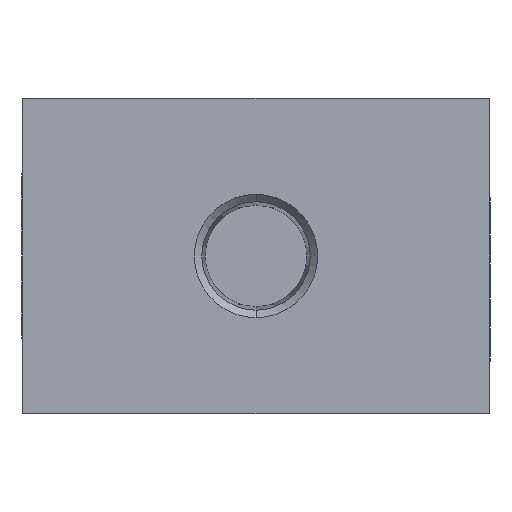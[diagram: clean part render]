
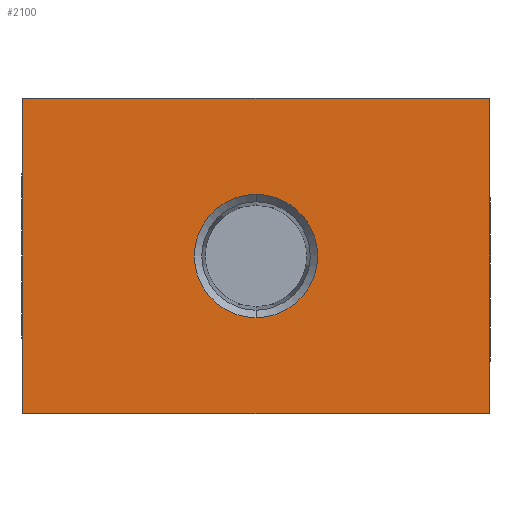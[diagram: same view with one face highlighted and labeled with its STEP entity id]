
A CAD part, front view. The second image highlights one B-rep face of the part: STEP entity #2100.
In plain terms, the highlighted planar face has unit normal (0, -1, 0).
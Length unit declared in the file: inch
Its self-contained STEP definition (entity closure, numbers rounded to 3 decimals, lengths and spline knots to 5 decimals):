
#14 = ORIENTED_EDGE ( 'NONE', *, *, #2443, .F. ) ;
#37 = AXIS2_PLACEMENT_3D ( 'NONE', #1047, #1024, #999 ) ;
#50 = EDGE_CURVE ( 'NONE', #3219, #449, #1725, .T. ) ;
#125 = PLANE ( 'NONE',  #2299 ) ;
#186 = CARTESIAN_POINT ( 'NONE',  ( 0.77559, -0.90551, 0.5315 ) ) ;
#187 = CIRCLE ( 'NONE', #1802, 0.01181 ) ;
#227 = VECTOR ( 'NONE', #1674, 39.37008 ) ;
#232 = VECTOR ( 'NONE', #2459, 39.37008 ) ;
#243 = EDGE_CURVE ( 'NONE', #2249, #263, #1944, .T. ) ;
#263 = VERTEX_POINT ( 'NONE', #2175 ) ;
#418 = VECTOR ( 'NONE', #1526, 39.37008 ) ;
#425 = DIRECTION ( 'NONE',  ( 0., 0., -1. ) ) ;
#438 = DIRECTION ( 'NONE',  ( 0., 1., 0. ) ) ;
#443 = CARTESIAN_POINT ( 'NONE',  ( -0.77559, -0.90551, -0.51969 ) ) ;
#449 = VERTEX_POINT ( 'NONE', #1313 ) ;
#534 = AXIS2_PLACEMENT_3D ( 'NONE', #2298, #2288, #2283 ) ;
#547 = EDGE_LOOP ( 'NONE', ( #14, #2591 ) ) ;
#599 = EDGE_CURVE ( 'NONE', #2843, #3219, #2015, .T. ) ;
#602 = FACE_BOUND ( 'NONE', #547, .T. ) ;
#611 = CIRCLE ( 'NONE', #37, 0.01181 ) ;
#713 = VECTOR ( 'NONE', #2242, 39.37008 ) ;
#740 = VERTEX_POINT ( 'NONE', #2203 ) ;
#904 = ORIENTED_EDGE ( 'NONE', *, *, #2841, .F. ) ;
#943 = LINE ( 'NONE', #2200, #227 ) ;
#946 = LINE ( 'NONE', #2537, #232 ) ;
#953 = AXIS2_PLACEMENT_3D ( 'NONE', #2626, #1077, #2855 ) ;
#997 = EDGE_CURVE ( 'NONE', #2989, #2249, #946, .T. ) ;
#999 = DIRECTION ( 'NONE',  ( 0., 0., -1. ) ) ;
#1024 = DIRECTION ( 'NONE',  ( 0., 1., 0. ) ) ;
#1047 = CARTESIAN_POINT ( 'NONE',  ( 0.77559, -0.90551, -0.51969 ) ) ;
#1077 = DIRECTION ( 'NONE',  ( 0., -1., 0. ) ) ;
#1162 = EDGE_CURVE ( 'NONE', #2583, #2833, #611, .T. ) ;
#1182 = DIRECTION ( 'NONE',  ( 0., 0., 1. ) ) ;
#1208 = EDGE_LOOP ( 'NONE', ( #2795, #904, #1482, #1638, #3151, #2956, #1946, #2887 ) ) ;
#1313 = CARTESIAN_POINT ( 'NONE',  ( -0.7874, -0.90551, 0.51969 ) ) ;
#1323 = EDGE_CURVE ( 'NONE', #449, #2989, #187, .T. ) ;
#1338 = DIRECTION ( 'NONE',  ( 0., -1., 0. ) ) ;
#1376 = VERTEX_POINT ( 'NONE', #2900 ) ;
#1423 = LINE ( 'NONE', #2986, #713 ) ;
#1469 = AXIS2_PLACEMENT_3D ( 'NONE', #2871, #1338, #3097 ) ;
#1482 = ORIENTED_EDGE ( 'NONE', *, *, #1162, .F. ) ;
#1526 = DIRECTION ( 'NONE',  ( 0., 0., 1. ) ) ;
#1553 = CARTESIAN_POINT ( 'NONE',  ( -0.7874, -0.90551, 0.51969 ) ) ;
#1620 = DIRECTION ( 'NONE',  ( 0., 1., 0. ) ) ;
#1622 = CIRCLE ( 'NONE', #953, 0.20754 ) ;
#1629 = DIRECTION ( 'NONE',  ( 0., 0., -1. ) ) ;
#1638 = ORIENTED_EDGE ( 'NONE', *, *, #1764, .F. ) ;
#1674 = DIRECTION ( 'NONE',  ( -1., 0., 0. ) ) ;
#1692 = CARTESIAN_POINT ( 'NONE',  ( 0., -0.90551, 0. ) ) ;
#1725 = LINE ( 'NONE', #1553, #418 ) ;
#1764 = EDGE_CURVE ( 'NONE', #263, #2583, #1423, .T. ) ;
#1802 = AXIS2_PLACEMENT_3D ( 'NONE', #1885, #1620, #1629 ) ;
#1885 = CARTESIAN_POINT ( 'NONE',  ( -0.77559, -0.90551, 0.51969 ) ) ;
#1944 = CIRCLE ( 'NONE', #534, 0.01181 ) ;
#1946 = ORIENTED_EDGE ( 'NONE', *, *, #1323, .F. ) ;
#2015 = CIRCLE ( 'NONE', #3154, 0.01181 ) ;
#2100 = ADVANCED_FACE ( 'NONE', ( #2684, #602 ), #125, .F. ) ;
#2175 = CARTESIAN_POINT ( 'NONE',  ( 0.7874, -0.90551, 0.51969 ) ) ;
#2200 = CARTESIAN_POINT ( 'NONE',  ( -0.77559, -0.90551, -0.5315 ) ) ;
#2203 = CARTESIAN_POINT ( 'NONE',  ( 0., -0.90551, -0.20754 ) ) ;
#2242 = DIRECTION ( 'NONE',  ( 0., 0., -1. ) ) ;
#2249 = VERTEX_POINT ( 'NONE', #186 ) ;
#2267 = CARTESIAN_POINT ( 'NONE',  ( -0.77559, -0.90551, 0.5315 ) ) ;
#2283 = DIRECTION ( 'NONE',  ( 0., 0., -1. ) ) ;
#2288 = DIRECTION ( 'NONE',  ( 0., 1., 0. ) ) ;
#2298 = CARTESIAN_POINT ( 'NONE',  ( 0.77559, -0.90551, 0.51969 ) ) ;
#2299 = AXIS2_PLACEMENT_3D ( 'NONE', #1692, #2728, #1182 ) ;
#2310 = CIRCLE ( 'NONE', #1469, 0.20754 ) ;
#2411 = EDGE_CURVE ( 'NONE', #1376, #740, #1622, .T. ) ;
#2443 = EDGE_CURVE ( 'NONE', #740, #1376, #2310, .T. ) ;
#2459 = DIRECTION ( 'NONE',  ( 1., 0., 0. ) ) ;
#2537 = CARTESIAN_POINT ( 'NONE',  ( 0.77559, -0.90551, 0.5315 ) ) ;
#2583 = VERTEX_POINT ( 'NONE', #2681 ) ;
#2591 = ORIENTED_EDGE ( 'NONE', *, *, #2411, .F. ) ;
#2626 = CARTESIAN_POINT ( 'NONE',  ( 0., -0.90551, 0. ) ) ;
#2681 = CARTESIAN_POINT ( 'NONE',  ( 0.7874, -0.90551, -0.51969 ) ) ;
#2684 = FACE_OUTER_BOUND ( 'NONE', #1208, .T. ) ;
#2728 = DIRECTION ( 'NONE',  ( 0., 1., 0. ) ) ;
#2795 = ORIENTED_EDGE ( 'NONE', *, *, #599, .F. ) ;
#2833 = VERTEX_POINT ( 'NONE', #3172 ) ;
#2841 = EDGE_CURVE ( 'NONE', #2833, #2843, #943, .T. ) ;
#2843 = VERTEX_POINT ( 'NONE', #3179 ) ;
#2855 = DIRECTION ( 'NONE',  ( 0., 0., -1. ) ) ;
#2871 = CARTESIAN_POINT ( 'NONE',  ( 0., -0.90551, 0. ) ) ;
#2887 = ORIENTED_EDGE ( 'NONE', *, *, #50, .F. ) ;
#2900 = CARTESIAN_POINT ( 'NONE',  ( 0., -0.90551, 0.20754 ) ) ;
#2956 = ORIENTED_EDGE ( 'NONE', *, *, #997, .F. ) ;
#2986 = CARTESIAN_POINT ( 'NONE',  ( 0.7874, -0.90551, -0.51969 ) ) ;
#2989 = VERTEX_POINT ( 'NONE', #2267 ) ;
#3097 = DIRECTION ( 'NONE',  ( 0., 0., -1. ) ) ;
#3101 = CARTESIAN_POINT ( 'NONE',  ( -0.7874, -0.90551, -0.51969 ) ) ;
#3151 = ORIENTED_EDGE ( 'NONE', *, *, #243, .F. ) ;
#3154 = AXIS2_PLACEMENT_3D ( 'NONE', #443, #438, #425 ) ;
#3172 = CARTESIAN_POINT ( 'NONE',  ( 0.77559, -0.90551, -0.5315 ) ) ;
#3179 = CARTESIAN_POINT ( 'NONE',  ( -0.77559, -0.90551, -0.5315 ) ) ;
#3219 = VERTEX_POINT ( 'NONE', #3101 ) ;
